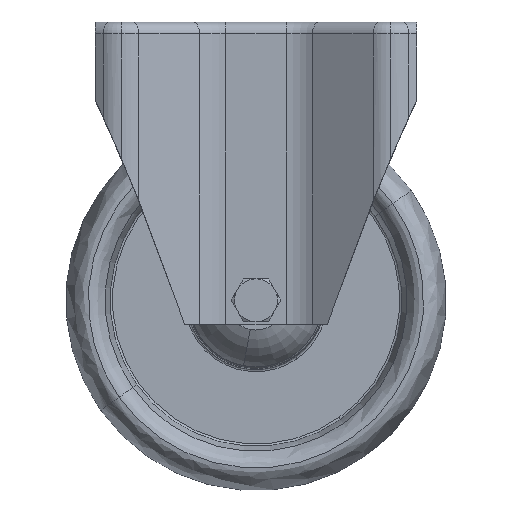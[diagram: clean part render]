
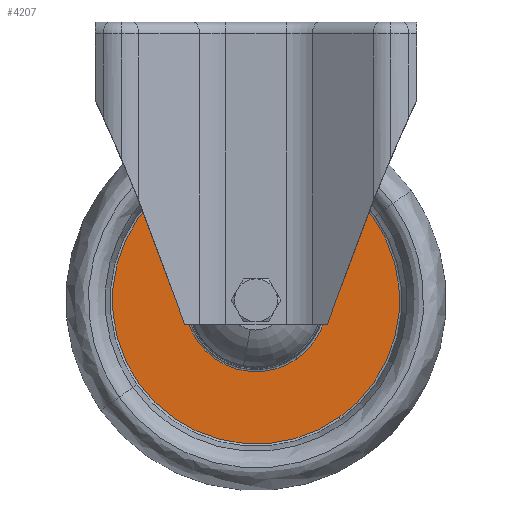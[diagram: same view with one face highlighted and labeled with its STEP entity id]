
A CAD part, top view. The second image highlights one B-rep face of the part: STEP entity #4207.
In plain terms, the highlighted planar face has unit normal (0, 0, 1).
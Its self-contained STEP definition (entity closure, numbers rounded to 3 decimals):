
#392 = ORIENTED_EDGE ( 'NONE', *, *, #15801, .F. ) ;
#2045 = DIRECTION ( 'NONE',  ( 0., 0., -1. ) ) ;
#2144 = VERTEX_POINT ( 'NONE', #5665 ) ;
#2603 = CIRCLE ( 'NONE', #4921, 60.391 ) ;
#3044 = AXIS2_PLACEMENT_3D ( 'NONE', #15638, #5699, #4611 ) ;
#3260 = CARTESIAN_POINT ( 'NONE',  ( 0., -117., 4.75 ) ) ;
#3323 = CARTESIAN_POINT ( 'NONE',  ( -34.9, -67.714, 4.75 ) ) ;
#3580 = CARTESIAN_POINT ( 'NONE',  ( 0., -117., 4.75 ) ) ;
#3991 = EDGE_LOOP ( 'NONE', ( #7766, #392 ) ) ;
#4207 = ADVANCED_FACE ( 'NONE', ( #4593, #9579 ), #14481, .F. ) ;
#4593 = FACE_OUTER_BOUND ( 'NONE', #3991, .T. ) ;
#4611 = DIRECTION ( 'NONE',  ( 0.578, -0.816, 0. ) ) ;
#4623 = ORIENTED_EDGE ( 'NONE', *, *, #15781, .T. ) ;
#4921 = AXIS2_PLACEMENT_3D ( 'NONE', #3580, #13384, #8392 ) ;
#5002 = DIRECTION ( 'NONE',  ( 0.578, -0.816, 0. ) ) ;
#5629 = EDGE_CURVE ( 'NONE', #2144, #8949, #2603, .T. ) ;
#5665 = CARTESIAN_POINT ( 'NONE',  ( 34.9, -166.286, 4.75 ) ) ;
#5699 = DIRECTION ( 'NONE',  ( 0., 0., -1. ) ) ;
#6092 = CARTESIAN_POINT ( 'NONE',  ( 17.336, -141.481, 4.75 ) ) ;
#6126 = VERTEX_POINT ( 'NONE', #11767 ) ;
#6943 = CIRCLE ( 'NONE', #11611, 29.997 ) ;
#7766 = ORIENTED_EDGE ( 'NONE', *, *, #5629, .F. ) ;
#7934 = ORIENTED_EDGE ( 'NONE', *, *, #8546, .T. ) ;
#8392 = DIRECTION ( 'NONE',  ( 0.578, -0.816, 0. ) ) ;
#8546 = EDGE_CURVE ( 'NONE', #6126, #11828, #14630, .T. ) ;
#8949 = VERTEX_POINT ( 'NONE', #3323 ) ;
#9579 = FACE_BOUND ( 'NONE', #11498, .T. ) ;
#9690 = DIRECTION ( 'NONE',  ( 0., 0., -1. ) ) ;
#10793 = AXIS2_PLACEMENT_3D ( 'NONE', #15483, #9690, #15812 ) ;
#11330 = CIRCLE ( 'NONE', #3044, 60.391 ) ;
#11498 = EDGE_LOOP ( 'NONE', ( #4623, #7934 ) ) ;
#11611 = AXIS2_PLACEMENT_3D ( 'NONE', #3260, #2045, #5002 ) ;
#11767 = CARTESIAN_POINT ( 'NONE',  ( -17.336, -92.519, 4.75 ) ) ;
#11828 = VERTEX_POINT ( 'NONE', #6092 ) ;
#12481 = CARTESIAN_POINT ( 'NONE',  ( -24.481, -134.336, 4.75 ) ) ;
#12638 = DIRECTION ( 'NONE',  ( 0., 0., -1. ) ) ;
#12724 = AXIS2_PLACEMENT_3D ( 'NONE', #12481, #12638, #12726 ) ;
#12726 = DIRECTION ( 'NONE',  ( 0.578, -0.816, 0. ) ) ;
#13384 = DIRECTION ( 'NONE',  ( 0., 0., -1. ) ) ;
#14481 = PLANE ( 'NONE',  #12724 ) ;
#14630 = CIRCLE ( 'NONE', #10793, 29.997 ) ;
#15483 = CARTESIAN_POINT ( 'NONE',  ( 0., -117., 4.75 ) ) ;
#15638 = CARTESIAN_POINT ( 'NONE',  ( 0., -117., 4.75 ) ) ;
#15781 = EDGE_CURVE ( 'NONE', #11828, #6126, #6943, .T. ) ;
#15801 = EDGE_CURVE ( 'NONE', #8949, #2144, #11330, .T. ) ;
#15812 = DIRECTION ( 'NONE',  ( 0.578, -0.816, 0. ) ) ;
